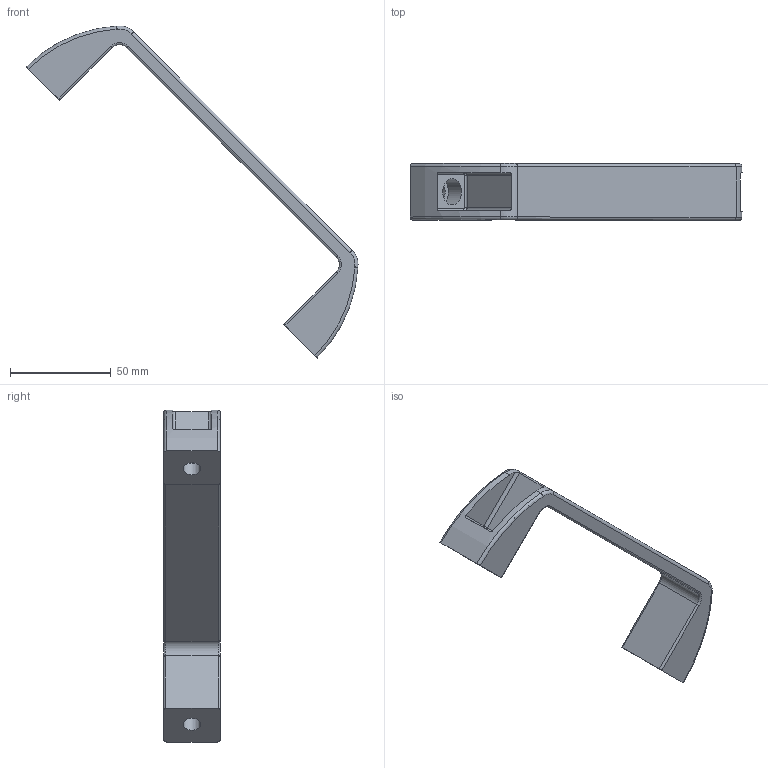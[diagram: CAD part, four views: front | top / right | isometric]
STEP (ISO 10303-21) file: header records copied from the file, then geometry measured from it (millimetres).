
FILE_DESCRIPTION((''),'2;1');
FILE_NAME('001_CABINET_U_HANDLE_MAIN_ASM','2025-06-01T03:02:41',('Administrator'),(''),'CREO PARAMETRIC BY PTC INC, 2020414','CREO PARAMETRIC BY PTC INC, 2020414','');
FILE_SCHEMA(('AUTOMOTIVE_DESIGN { 1 0 10303 214 1 1 1 1 }'));
Length unit declared in the file: inch
Products named in the file (3): 813RC8_AF0; 001_CABINET_U_HANDLE_ASM; 001_CABINET_U_HANDLE_MAIN_ASM
Assembly tree (2 placements, depth 3):
  001_CABINET_U_HANDLE_MAIN_ASM
    001_CABINET_U_HANDLE_ASM
      813RC8_AF0
Bounding box: 164.53 x 28 x 164.53 mm (x, y, z)
Volume: 63664.1 mm3; surface area: 23859.5 mm2
Topology: 1 solids, 1 shells, 70 faces, 180 edges, 117 vertices
Faces by surface type: cylinder 32, plane 22, torus 12, bspline 4
Entity records: 2600 total; most frequent: CARTESIAN_POINT 524, DIRECTION 406, ORIENTED_EDGE 356, EDGE_CURVE 178, AXIS2_PLACEMENT_3D 165, COLOUR_RGB 116, VERTEX_POINT 112, CIRCLE 88
